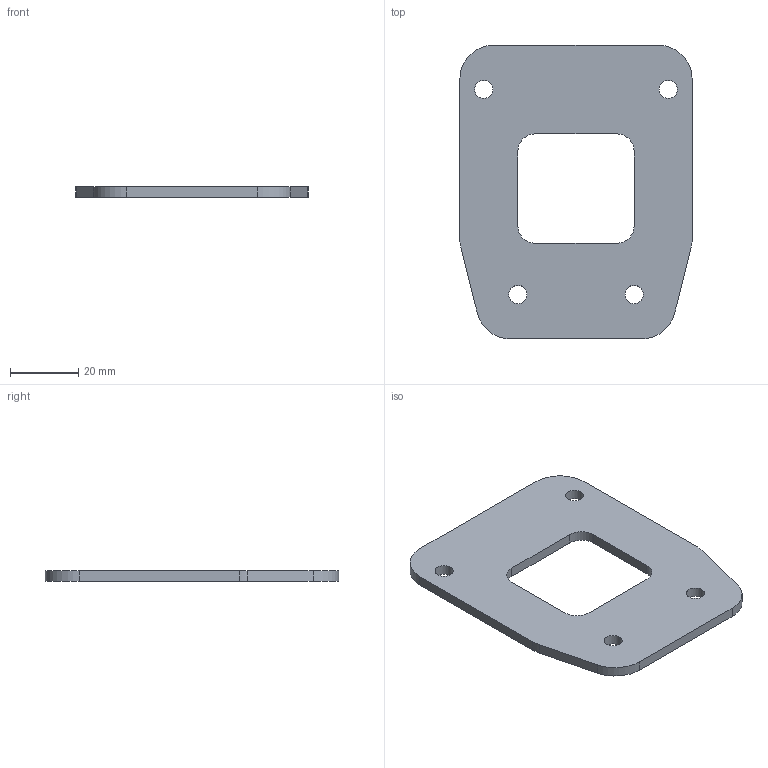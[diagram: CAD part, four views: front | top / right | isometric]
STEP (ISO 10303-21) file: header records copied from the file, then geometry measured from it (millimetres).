
FILE_DESCRIPTION(/* description */ (''),/* implementation_level */ '2;1');
FILE_NAME(/* name */ 'X Axis Support - Inside Support.step',/* time_stamp */ '2023-05-02T22:53:27-06:00',/* author */ (''),/* organization */ (''),/* preprocessor_version */ 'ST-DEVELOPER v19.2',/* originating_system */ 'Autodesk Translation Framework v12.4.0.73',/* authorisation */ '');
FILE_SCHEMA (('AUTOMOTIVE_DESIGN { 1 0 10303 214 3 1 1 }'));
Length unit declared in the file: millimetre
Products named in the file (2): X Axis Support - Inside Support; X Axis Support - Inside Support_1
Assembly tree (1 placements, depth 2):
  X Axis Support - Inside Support
    X Axis Support - Inside Support_1
Bounding box: 68 x 86 x 3 mm (x, y, z)
Volume: 13291.8 mm3; surface area: 10278.4 mm2
Topology: 1 solids, 1 shells, 26 faces, 72 edges, 48 vertices
Faces by surface type: cylinder 14, plane 12
Full cylindrical faces by diameter (mm): 5.3 x4
Entity records: 917 total; most frequent: DIRECTION 158, CARTESIAN_POINT 149, ORIENTED_EDGE 144, EDGE_CURVE 72, AXIS2_PLACEMENT_3D 57, VERTEX_POINT 48, LINE 44, VECTOR 44
